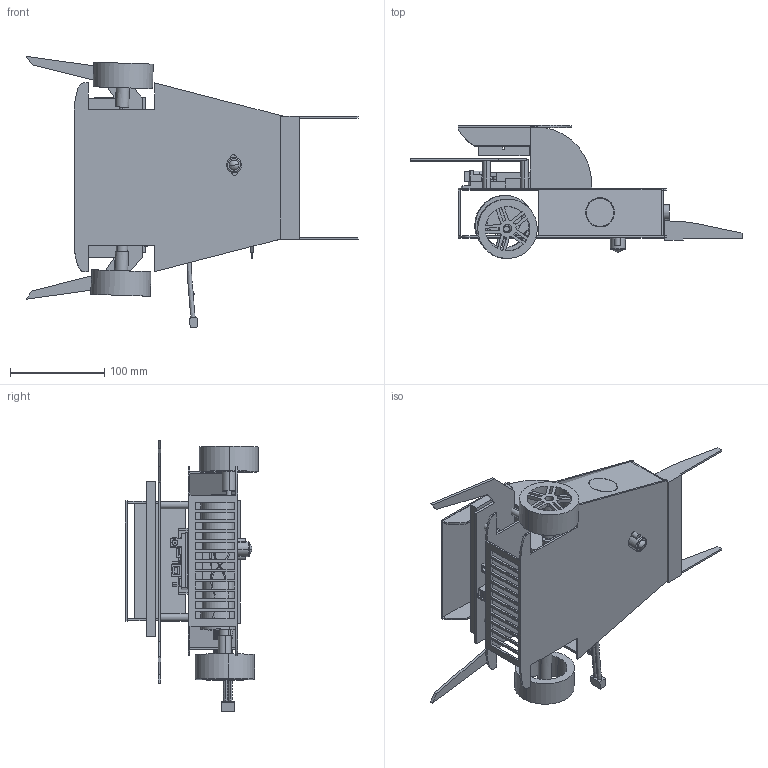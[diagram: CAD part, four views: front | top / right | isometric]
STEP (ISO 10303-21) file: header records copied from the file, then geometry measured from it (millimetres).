
FILE_DESCRIPTION (( 'STEP AP214' ), '1' );
FILE_NAME ('Design_style.STEP', '2022-06-16T12:24:49', ( '' ), ( '' ), 'SwSTEP 2.0', 'SolidWorks 2021', '' );
FILE_SCHEMA (( 'AUTOMOTIVE_DESIGN' ));
Length unit declared in the file: centimetre
Products named in the file (7): Part3; Front_wheel; lowerChassis; motorcontroler.step; wheel-basic.step; Design_style; Sides
Assembly tree (7 placements, depth 2):
  Design_style
    lowerChassis
    Part3  x2
    Front_wheel
    motorcontroler.step
    wheel-basic.step  x2
  Sides
Bounding box: 351.56 x 140.94 x 287.12 mm (x, y, z)
Volume: 804736.5 mm3; surface area: 449425.4 mm2
Topology: 32 solids, 33 shells, 1212 faces, 3016 edges, 1973 vertices
Faces by surface type: plane 1011, cylinder 162, bspline 33, torus 4, sphere 2
Entity records: 38112 total; most frequent: CARTESIAN_POINT 9188, ORIENTED_EDGE 5654, DIRECTION 5272, EDGE_CURVE 2827, LINE 2382, VECTOR 2382, VERTEX_POINT 1847, AXIS2_PLACEMENT_3D 1445
